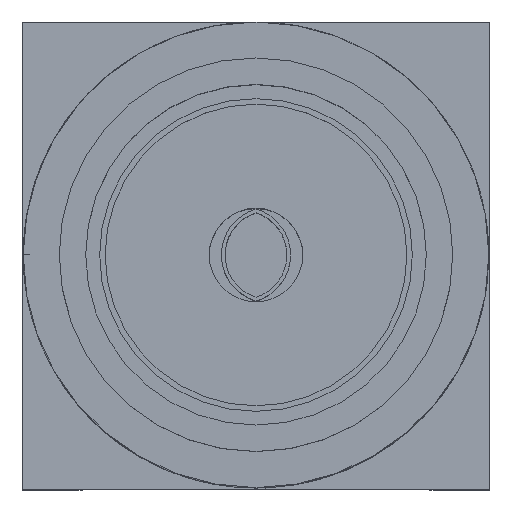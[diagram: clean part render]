
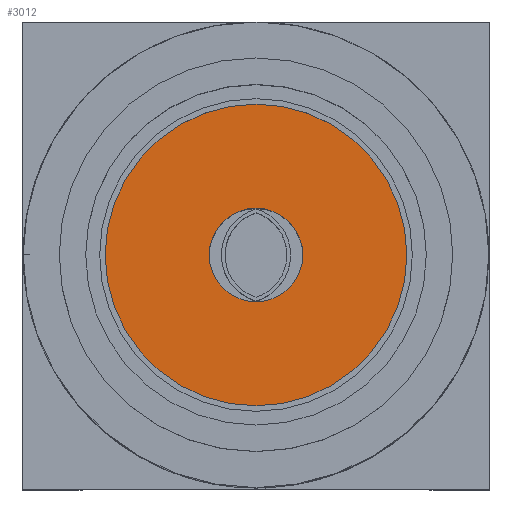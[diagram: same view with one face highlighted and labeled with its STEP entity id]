
A CAD part, top view. The second image highlights one B-rep face of the part: STEP entity #3012.
In plain terms, the highlighted planar face has unit normal (0, 0, 1).
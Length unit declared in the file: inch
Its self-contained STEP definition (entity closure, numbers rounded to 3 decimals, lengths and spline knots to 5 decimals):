
#28 = CARTESIAN_POINT ( 'NONE',  ( 0., 0.01476, 0.37165 ) ) ;
#205 = VERTEX_POINT ( 'NONE', #2798 ) ;
#216 = DIRECTION ( 'NONE',  ( -1., 0., 0. ) ) ;
#343 = CARTESIAN_POINT ( 'NONE',  ( 0., 0.01476, 0.37165 ) ) ;
#361 = EDGE_LOOP ( 'NONE', ( #2462, #2258 ) ) ;
#552 = DIRECTION ( 'NONE',  ( -1., 0., 0. ) ) ;
#599 = DIRECTION ( 'NONE',  ( 0., 0., 1. ) ) ;
#657 = EDGE_LOOP ( 'NONE', ( #1725, #2878 ) ) ;
#701 = AXIS2_PLACEMENT_3D ( 'NONE', #1584, #2956, #2998 ) ;
#704 = AXIS2_PLACEMENT_3D ( 'NONE', #1100, #2456, #552 ) ;
#818 = DIRECTION ( 'NONE',  ( 0., 0., -1. ) ) ;
#1100 = CARTESIAN_POINT ( 'NONE',  ( 0., 0.01476, 0.37165 ) ) ;
#1106 = EDGE_CURVE ( 'NONE', #2227, #1824, #1173, .T. ) ;
#1147 = CIRCLE ( 'NONE', #3188, 0.08366 ) ;
#1173 = CIRCLE ( 'NONE', #3443, 0.025 ) ;
#1200 = VERTEX_POINT ( 'NONE', #2810 ) ;
#1249 = EDGE_CURVE ( 'NONE', #1824, #2227, #3335, .T. ) ;
#1342 = FACE_BOUND ( 'NONE', #361, .T. ) ;
#1584 = CARTESIAN_POINT ( 'NONE',  ( 0.025, 0.01476, 0.37165 ) ) ;
#1619 = AXIS2_PLACEMENT_3D ( 'NONE', #2008, #1775, #216 ) ;
#1725 = ORIENTED_EDGE ( 'NONE', *, *, #2809, .F. ) ;
#1766 = CARTESIAN_POINT ( 'NONE',  ( 0.025, 0.01476, 0.37165 ) ) ;
#1775 = DIRECTION ( 'NONE',  ( 0., 0., 1. ) ) ;
#1824 = VERTEX_POINT ( 'NONE', #2030 ) ;
#1932 = CIRCLE ( 'NONE', #704, 0.08366 ) ;
#2008 = CARTESIAN_POINT ( 'NONE',  ( 0., 0.01476, 0.37165 ) ) ;
#2030 = CARTESIAN_POINT ( 'NONE',  ( -0.025, 0.01476, 0.37165 ) ) ;
#2227 = VERTEX_POINT ( 'NONE', #1766 ) ;
#2258 = ORIENTED_EDGE ( 'NONE', *, *, #1106, .F. ) ;
#2413 = PLANE ( 'NONE',  #701 ) ;
#2456 = DIRECTION ( 'NONE',  ( 0., 0., -1. ) ) ;
#2462 = ORIENTED_EDGE ( 'NONE', *, *, #1249, .F. ) ;
#2486 = DIRECTION ( 'NONE',  ( -1., 0., 0. ) ) ;
#2642 = FACE_OUTER_BOUND ( 'NONE', #657, .T. ) ;
#2798 = CARTESIAN_POINT ( 'NONE',  ( -0.08366, 0.01476, 0.37165 ) ) ;
#2809 = EDGE_CURVE ( 'NONE', #205, #1200, #1932, .T. ) ;
#2810 = CARTESIAN_POINT ( 'NONE',  ( 0.08366, 0.01476, 0.37165 ) ) ;
#2878 = ORIENTED_EDGE ( 'NONE', *, *, #3465, .F. ) ;
#2956 = DIRECTION ( 'NONE',  ( 0., 0., -1. ) ) ;
#2977 = DIRECTION ( 'NONE',  ( -1., 0., 0. ) ) ;
#2998 = DIRECTION ( 'NONE',  ( -1., 0., 0. ) ) ;
#3012 = ADVANCED_FACE ( 'NONE', ( #1342, #2642 ), #2413, .F. ) ;
#3188 = AXIS2_PLACEMENT_3D ( 'NONE', #28, #818, #2977 ) ;
#3335 = CIRCLE ( 'NONE', #1619, 0.025 ) ;
#3443 = AXIS2_PLACEMENT_3D ( 'NONE', #343, #599, #2486 ) ;
#3465 = EDGE_CURVE ( 'NONE', #1200, #205, #1147, .T. ) ;
